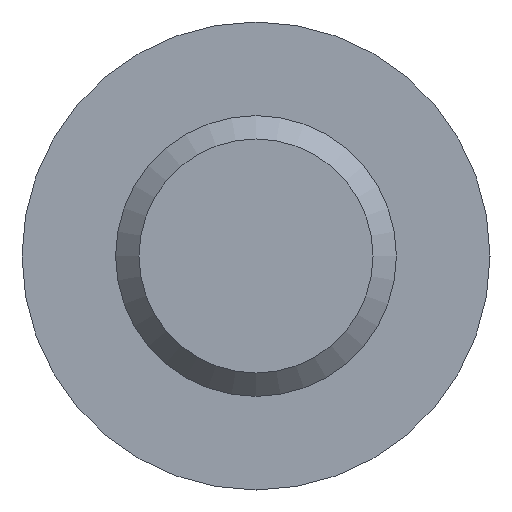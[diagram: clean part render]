
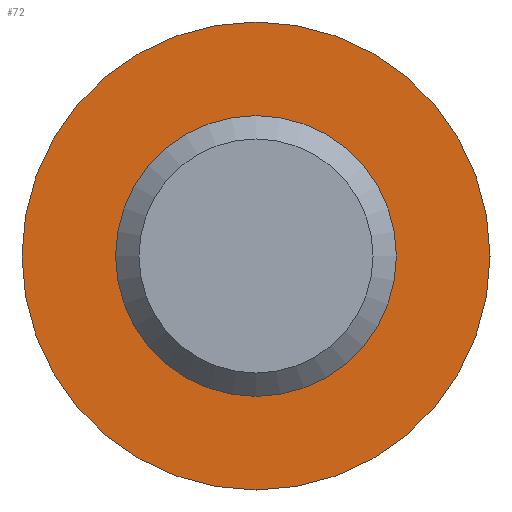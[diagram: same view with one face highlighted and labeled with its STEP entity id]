
A CAD part, front view. The second image highlights one B-rep face of the part: STEP entity #72.
In plain terms, the highlighted planar face has unit normal (0, -1, 0).
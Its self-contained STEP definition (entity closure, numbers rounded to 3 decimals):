
#69 = AXIS2_PLACEMENT_3D ( 'NONE', #205, #496, #123 ) ;
#72 = ADVANCED_FACE ( 'NONE', ( #187, #253 ), #374, .F. ) ;
#83 = EDGE_LOOP ( 'NONE', ( #301 ) ) ;
#101 = CARTESIAN_POINT ( 'NONE',  ( 0., 16., -5. ) ) ;
#123 = DIRECTION ( 'NONE',  ( 0., 0., -1. ) ) ;
#144 = CARTESIAN_POINT ( 'NONE',  ( 0., 16., 0. ) ) ;
#151 = CIRCLE ( 'NONE', #69, 3. ) ;
#165 = EDGE_CURVE ( 'NONE', #464, #464, #151, .T. ) ;
#186 = CIRCLE ( 'NONE', #267, 5. ) ;
#187 = FACE_BOUND ( 'NONE', #241, .T. ) ;
#205 = CARTESIAN_POINT ( 'NONE',  ( 0., 16., 0. ) ) ;
#214 = ORIENTED_EDGE ( 'NONE', *, *, #165, .F. ) ;
#241 = EDGE_LOOP ( 'NONE', ( #214 ) ) ;
#253 = FACE_OUTER_BOUND ( 'NONE', #83, .T. ) ;
#259 = DIRECTION ( 'NONE',  ( 0., -1., 0. ) ) ;
#267 = AXIS2_PLACEMENT_3D ( 'NONE', #144, #259, #302 ) ;
#301 = ORIENTED_EDGE ( 'NONE', *, *, #534, .T. ) ;
#302 = DIRECTION ( 'NONE',  ( 0., 0., -1. ) ) ;
#311 = CARTESIAN_POINT ( 'NONE',  ( -3., 16., 0. ) ) ;
#374 = PLANE ( 'NONE',  #515 ) ;
#384 = CARTESIAN_POINT ( 'NONE',  ( 0., 16., -3. ) ) ;
#418 = DIRECTION ( 'NONE',  ( 0., 0., 1. ) ) ;
#464 = VERTEX_POINT ( 'NONE', #384 ) ;
#475 = DIRECTION ( 'NONE',  ( 0., 1., 0. ) ) ;
#478 = VERTEX_POINT ( 'NONE', #101 ) ;
#496 = DIRECTION ( 'NONE',  ( 0., -1., 0. ) ) ;
#515 = AXIS2_PLACEMENT_3D ( 'NONE', #311, #475, #418 ) ;
#534 = EDGE_CURVE ( 'NONE', #478, #478, #186, .T. ) ;
